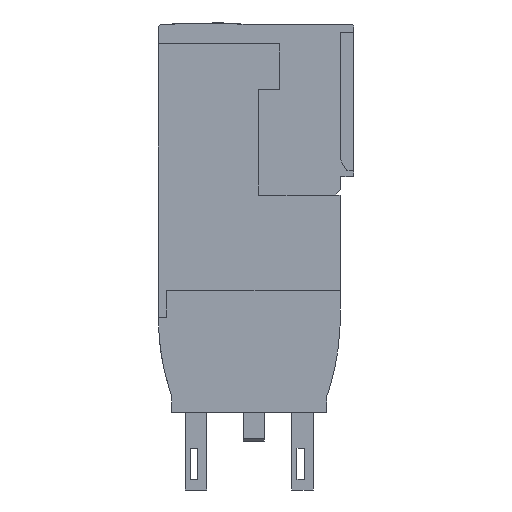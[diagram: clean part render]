
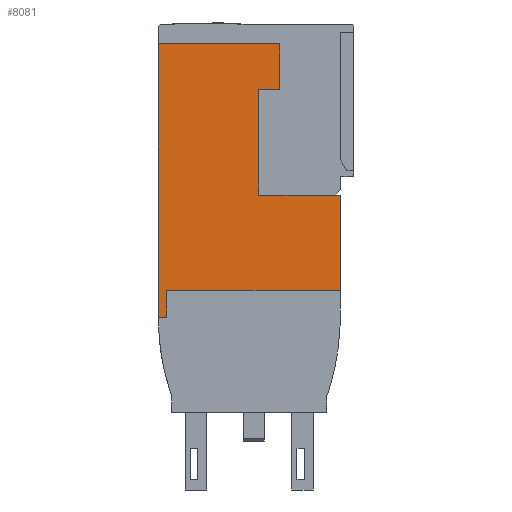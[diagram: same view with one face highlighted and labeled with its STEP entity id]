
A CAD part, left-side view. The second image highlights one B-rep face of the part: STEP entity #8081.
In plain terms, the highlighted planar face has unit normal (-1, 0, 0).
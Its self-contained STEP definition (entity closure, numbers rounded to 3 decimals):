
#8081=ADVANCED_FACE('',(#20119),#20120,.F.);
#8499=VERTEX_POINT('',#20574);
#8501=VERTEX_POINT('',#20576);
#8503=EDGE_CURVE('',#8499,#8501,#20578,.T.);
#8515=VERTEX_POINT('',#20590);
#8517=EDGE_CURVE('',#8501,#8515,#20592,.T.);
#8525=VERTEX_POINT('',#20600);
#8527=EDGE_CURVE('',#8515,#8525,#20602,.T.);
#9033=VERTEX_POINT('',#21108);
#9035=VERTEX_POINT('',#21110);
#9037=EDGE_CURVE('',#9033,#9035,#21112,.T.);
#9067=VERTEX_POINT('',#21142);
#9069=EDGE_CURVE('',#9067,#9033,#21144,.T.);
#9077=VERTEX_POINT('',#21152);
#9079=EDGE_CURVE('',#9067,#9077,#21154,.T.);
#9139=VERTEX_POINT('',#21214);
#9145=EDGE_CURVE('',#9139,#9035,#21220,.T.);
#11651=VERTEX_POINT('',#23726);
#11653=EDGE_CURVE('',#9077,#11651,#23728,.T.);
#11677=VERTEX_POINT('',#23752);
#11681=EDGE_CURVE('',#11677,#9139,#23756,.T.);
#16277=VERTEX_POINT('',#28352);
#16281=EDGE_CURVE('',#16277,#11677,#28356,.T.);
#16283=EDGE_CURVE('',#8525,#16277,#28358,.T.);
#16289=EDGE_CURVE('',#11651,#8499,#28364,.T.);
#20119=FACE_OUTER_BOUND('',#32504,.T.);
#20120=PLANE('',#32505);
#20574=CARTESIAN_POINT('',(0.01,2.55,37.9));
#20576=CARTESIAN_POINT('',(0.01,35.45,37.9));
#20578=LINE('',#33150,#33151);
#20590=CARTESIAN_POINT('',(0.01,35.45,32.8));
#20592=LINE('',#33172,#33173);
#20600=CARTESIAN_POINT('',(0.01,37.05,32.8));
#20602=LINE('',#33188,#33189);
#21108=CARTESIAN_POINT('',(0.01,18.0,76.0));
#21110=CARTESIAN_POINT('',(0.01,14.0,76.0));
#21112=LINE('',#33969,#33970);
#21142=CARTESIAN_POINT('',(0.01,18.0,56.0));
#21144=LINE('',#34016,#34017);
#21152=CARTESIAN_POINT('',(0.01,3.45,56.0));
#21154=LINE('',#34032,#34033);
#21214=CARTESIAN_POINT('',(0.01,14.0,84.7));
#21220=LINE('',#34133,#34134);
#23726=CARTESIAN_POINT('',(0.01,2.55,56.0));
#23728=LINE('',#38070,#38071);
#23752=CARTESIAN_POINT('',(0.01,37.04,84.7));
#23756=LINE('',#38116,#38117);
#28352=CARTESIAN_POINT('',(0.01,37.05,84.7));
#28356=LINE('',#45305,#45306);
#28358=LINE('',#45309,#45310);
#28364=LINE('',#45321,#45322);
#32504=EDGE_LOOP('',(#55047,#55048,#55049,#55050,#55051,#55052,#55053,#55054,#55055,#55056,#55057,#55058));
#32505=AXIS2_PLACEMENT_3D('',#55059,#55060,#55061);
#33150=CARTESIAN_POINT('',(0.01,35.45,37.9));
#33151=VECTOR('',#55556,1.0);
#33172=CARTESIAN_POINT('',(0.01,35.45,32.85));
#33173=VECTOR('',#55560,1.0);
#33188=CARTESIAN_POINT('',(0.01,35.55,32.8));
#33189=VECTOR('',#55563,1.0);
#33969=CARTESIAN_POINT('',(0.01,19.593,76.0));
#33970=VECTOR('',#55766,1.0);
#34016=CARTESIAN_POINT('',(0.01,18.0,57.48));
#34017=VECTOR('',#55781,1.0);
#34032=CARTESIAN_POINT('',(0.01,2.55,56.0));
#34033=VECTOR('',#55784,1.0);
#34133=CARTESIAN_POINT('',(0.01,14.0,56.0));
#34134=VECTOR('',#55804,1.0);
#38070=CARTESIAN_POINT('',(0.01,2.55,56.0));
#38071=VECTOR('',#56844,1.0);
#38116=CARTESIAN_POINT('',(0.01,14.0,84.7));
#38117=VECTOR('',#56853,1.0);
#45305=CARTESIAN_POINT('',(0.01,14.0,84.7));
#45306=VECTOR('',#58731,1.0);
#45309=CARTESIAN_POINT('',(0.01,37.05,32.85));
#45310=VECTOR('',#58732,1.0);
#45321=CARTESIAN_POINT('',(0.01,2.55,37.9));
#45322=VECTOR('',#58735,1.0);
#55047=ORIENTED_EDGE('',*,*,#9037,.T.);
#55048=ORIENTED_EDGE('',*,*,#9145,.F.);
#55049=ORIENTED_EDGE('',*,*,#11681,.F.);
#55050=ORIENTED_EDGE('',*,*,#16281,.F.);
#55051=ORIENTED_EDGE('',*,*,#16283,.F.);
#55052=ORIENTED_EDGE('',*,*,#8527,.F.);
#55053=ORIENTED_EDGE('',*,*,#8517,.F.);
#55054=ORIENTED_EDGE('',*,*,#8503,.F.);
#55055=ORIENTED_EDGE('',*,*,#16289,.F.);
#55056=ORIENTED_EDGE('',*,*,#11653,.F.);
#55057=ORIENTED_EDGE('',*,*,#9079,.F.);
#55058=ORIENTED_EDGE('',*,*,#9069,.T.);
#55059=CARTESIAN_POINT('',(0.01,21.187,58.96));
#55060=DIRECTION('',(1.0,0.0,0.0));
#55061=DIRECTION('',(0.0,0.0,-1.0));
#55556=DIRECTION('',(0.0,1.0,0.0));
#55560=DIRECTION('',(0.0,0.0,-1.0));
#55563=DIRECTION('',(0.0,1.0,0.0));
#55766=DIRECTION('',(0.0,-1.0,0.0));
#55781=DIRECTION('',(0.0,0.0,1.0));
#55784=DIRECTION('',(0.0,-1.0,0.0));
#55804=DIRECTION('',(0.0,0.0,-1.0));
#56844=DIRECTION('',(0.0,-1.0,0.0));
#56853=DIRECTION('',(0.0,-1.0,0.0));
#58731=DIRECTION('',(0.0,-1.0,0.0));
#58732=DIRECTION('',(0.0,0.0,1.0));
#58735=DIRECTION('',(0.0,0.0,-1.0));
